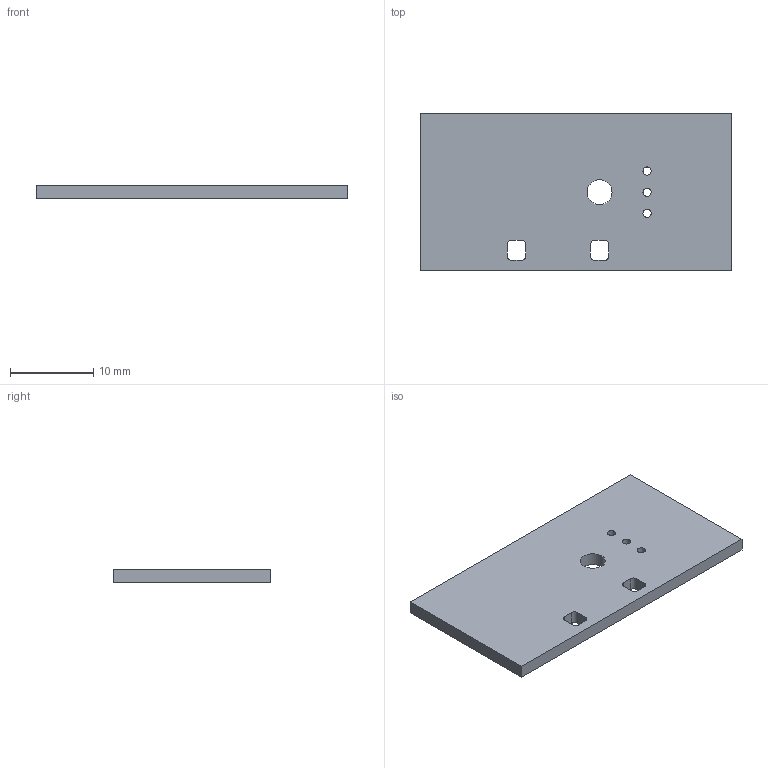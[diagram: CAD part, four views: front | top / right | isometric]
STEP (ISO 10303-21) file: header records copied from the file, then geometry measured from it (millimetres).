
FILE_DESCRIPTION(('KiCad electronic assembly'),'2;1');
FILE_NAME('TFRPM01D.step','2022-09-27T14:31:39',('Pcbnew'),('Kicad'), 'Open CASCADE STEP processor 7.5','KiCad to STEP converter','Unknown' );
FILE_SCHEMA(('AUTOMOTIVE_DESIGN { 1 0 10303 214 1 1 1 1 }'));
Length unit declared in the file: millimetre
Products named in the file (2): TFRPM01D 1; TFRPM01D PCB
Assembly tree (1 placements, depth 2):
  TFRPM01D 1
    TFRPM01D PCB
Bounding box: 37.5 x 19 x 1.6 mm (x, y, z)
Volume: 1108.7 mm3; surface area: 1623.5 mm2
Topology: 1 solids, 1 shells, 26 faces, 72 edges, 48 vertices
Faces by surface type: plane 14, cylinder 12
Full cylindrical faces by diameter (mm): 1 x3, 3 x1
Entity records: 1919 total; most frequent: CARTESIAN_POINT 436, DIRECTION 272, LINE 168, VECTOR 168, ORIENTED_EDGE 144, PCURVE 144, DEFINITIONAL_REPRESENTATION 144, EDGE_CURVE 72
